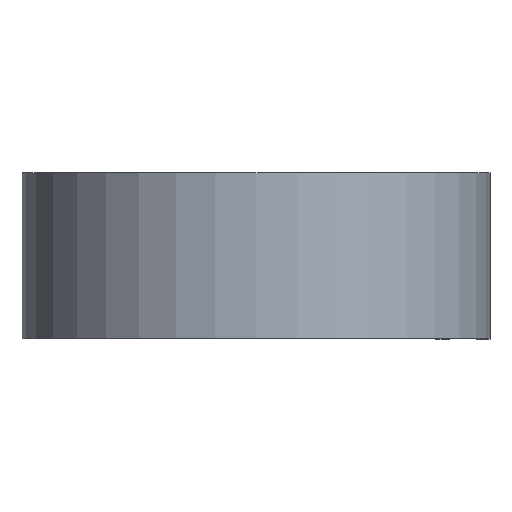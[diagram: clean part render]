
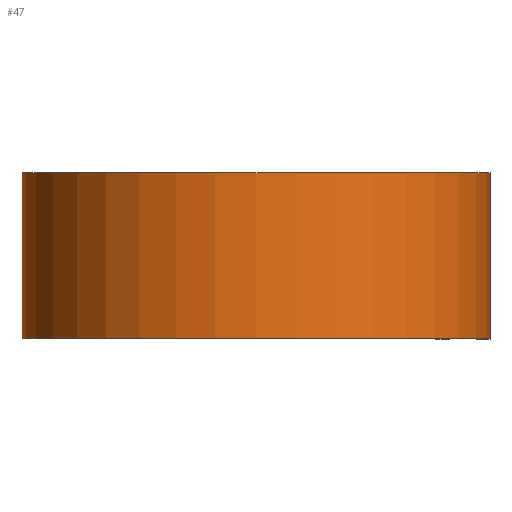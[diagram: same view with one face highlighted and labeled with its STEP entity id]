
A CAD part, top view. The second image highlights one B-rep face of the part: STEP entity #47.
In plain terms, the highlighted cylindrical face has radius 26.924 mm (diameter 53.848 mm), a partial arc.
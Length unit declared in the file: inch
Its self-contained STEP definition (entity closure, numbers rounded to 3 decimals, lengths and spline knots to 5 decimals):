
#16 = DIRECTION ( 'NONE',  ( 0., 1., 0. ) ) ;
#47 = ADVANCED_FACE ( 'NONE', ( #338 ), #53, .T. ) ;
#50 = DIRECTION ( 'NONE',  ( 0., -1., 0. ) ) ;
#53 = CYLINDRICAL_SURFACE ( 'NONE', #297, 1.06 ) ;
#71 = ORIENTED_EDGE ( 'NONE', *, *, #275, .T. ) ;
#77 = CARTESIAN_POINT ( 'NONE',  ( 0., -0.375, -1.06 ) ) ;
#125 = DIRECTION ( 'NONE',  ( 1., 0., 0. ) ) ;
#128 = DIRECTION ( 'NONE',  ( 0., -1., 0. ) ) ;
#152 = EDGE_CURVE ( 'NONE', #366, #253, #409, .T. ) ;
#153 = ORIENTED_EDGE ( 'NONE', *, *, #152, .T. ) ;
#166 = AXIS2_PLACEMENT_3D ( 'NONE', #393, #16, #125 ) ;
#180 = VERTEX_POINT ( 'NONE', #414 ) ;
#191 = CARTESIAN_POINT ( 'NONE',  ( 1.06, 0.375, 0. ) ) ;
#199 = CARTESIAN_POINT ( 'NONE',  ( 0., 0.375, 0. ) ) ;
#207 = VERTEX_POINT ( 'NONE', #191 ) ;
#253 = VERTEX_POINT ( 'NONE', #77 ) ;
#263 = ORIENTED_EDGE ( 'NONE', *, *, #600, .F. ) ;
#275 = EDGE_CURVE ( 'NONE', #253, #180, #603, .T. ) ;
#297 = AXIS2_PLACEMENT_3D ( 'NONE', #199, #128, #302 ) ;
#302 = DIRECTION ( 'NONE',  ( 0., 0., -1. ) ) ;
#304 = VECTOR ( 'NONE', #50, 39.37008 ) ;
#307 = CIRCLE ( 'NONE', #482, 1.06 ) ;
#338 = FACE_OUTER_BOUND ( 'NONE', #458, .T. ) ;
#352 = EDGE_CURVE ( 'NONE', #366, #207, #307, .T. ) ;
#364 = ORIENTED_EDGE ( 'NONE', *, *, #352, .F. ) ;
#366 = VERTEX_POINT ( 'NONE', #537 ) ;
#391 = DIRECTION ( 'NONE',  ( 1., 0., 0. ) ) ;
#393 = CARTESIAN_POINT ( 'NONE',  ( 0., -0.375, 0. ) ) ;
#409 = LINE ( 'NONE', #578, #304 ) ;
#414 = CARTESIAN_POINT ( 'NONE',  ( 1.06, -0.375, 0. ) ) ;
#435 = DIRECTION ( 'NONE',  ( 0., 1., 0. ) ) ;
#441 = CARTESIAN_POINT ( 'NONE',  ( 1.06, 0.375, 0. ) ) ;
#457 = CARTESIAN_POINT ( 'NONE',  ( 0., 0.375, 0. ) ) ;
#458 = EDGE_LOOP ( 'NONE', ( #71, #263, #364, #153 ) ) ;
#482 = AXIS2_PLACEMENT_3D ( 'NONE', #457, #435, #391 ) ;
#537 = CARTESIAN_POINT ( 'NONE',  ( 0., 0.375, -1.06 ) ) ;
#578 = CARTESIAN_POINT ( 'NONE',  ( 0., 0.375, -1.06 ) ) ;
#594 = LINE ( 'NONE', #441, #608 ) ;
#600 = EDGE_CURVE ( 'NONE', #207, #180, #594, .T. ) ;
#603 = CIRCLE ( 'NONE', #166, 1.06 ) ;
#608 = VECTOR ( 'NONE', #622, 39.37008 ) ;
#622 = DIRECTION ( 'NONE',  ( 0., -1., 0. ) ) ;
